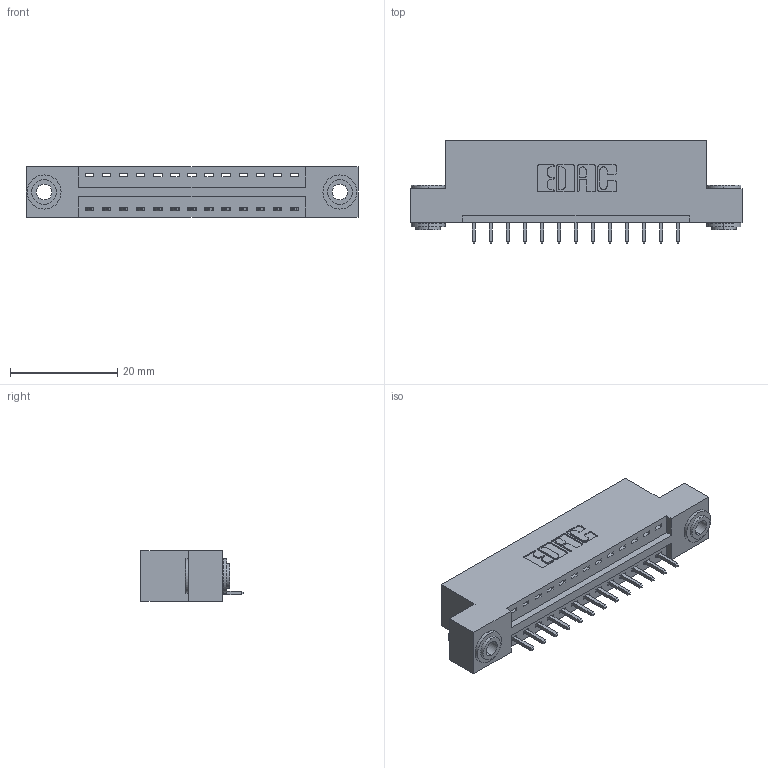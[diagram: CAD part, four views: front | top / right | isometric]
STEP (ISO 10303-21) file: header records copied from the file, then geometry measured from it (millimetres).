
FILE_DESCRIPTION (( 'STEP AP203' ), '1' );
FILE_NAME ('396-013-521-103.STEP', '2018-08-31T07:51:16', ( '' ), ( '' ), 'SwSTEP 2.0', 'SolidWorks 2016', '' );
FILE_SCHEMA (( 'CONFIG_CONTROL_DESIGN' ));
Length unit declared in the file: inch
Products named in the file (4): 346 Part_Flush Mounting Lugs - 0.156 Dia-TH; 345-292-001_345-293-121; 345-250-002_345-250-002-102; 396-013-521-103
Assembly tree (16 placements, depth 2):
  396-013-521-103
    346 Part_Flush Mounting Lugs - 0.156 Dia-TH
    345-292-001_345-293-121  x13
    345-250-002_345-250-002-102  x2
Bounding box: 61.85 x 19.05 x 9.4 mm (x, y, z)
Volume: 5702.9 mm3; surface area: 6887 mm2
Topology: 16 solids, 16 shells, 914 faces, 2693 edges, 1774 vertices
Faces by surface type: plane 606, cylinder 300, cone 8
Entity records: 12640 total; most frequent: CARTESIAN_POINT 2154, ORIENTED_EDGE 2094, DIRECTION 1967, EDGE_CURVE 1047, VECTOR 839, LINE 839, VERTEX_POINT 694, AXIS2_PLACEMENT_3D 564
